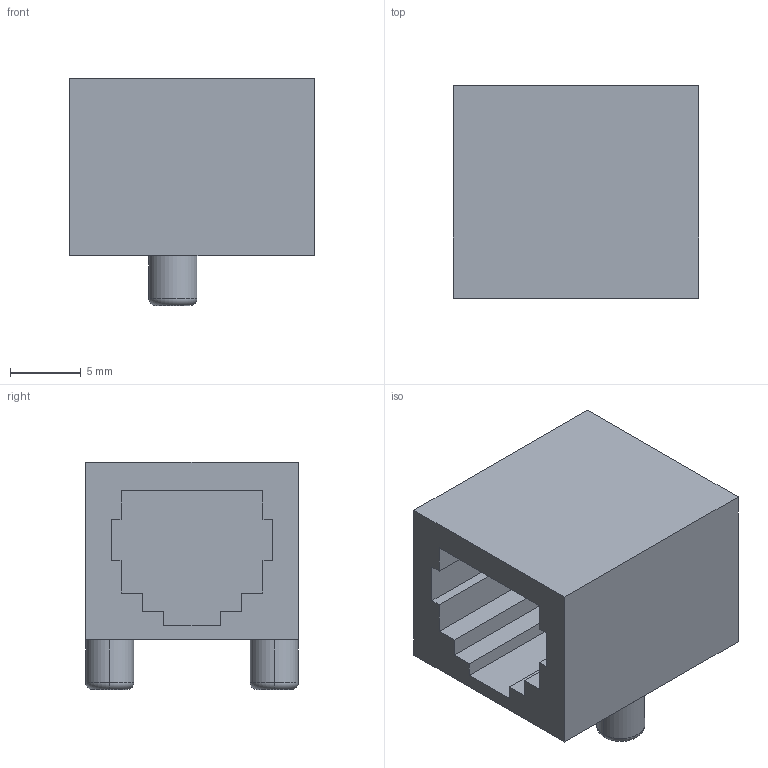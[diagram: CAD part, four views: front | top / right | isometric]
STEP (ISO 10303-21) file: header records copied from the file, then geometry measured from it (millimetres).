
FILE_DESCRIPTION (( 'STEP AP214' ), '1' );
FILE_NAME ('TJ6-6P6C.STEP', '2019-11-21T16:36:59', ( 'Elessar' ), ( '' ), 'SwSTEP 2.0', 'SolidWorks 2018', '' );
FILE_SCHEMA (( 'AUTOMOTIVE_DESIGN' ));
Length unit declared in the file: millimetre
Products named in the file (1): TJ6-6P6C
Bounding box: 17.3 x 15 x 16 mm (x, y, z)
Volume: 1942.1 mm3; surface area: 2036 mm2
Topology: 1 solids, 1 shells, 37 faces, 96 edges, 62 vertices
Faces by surface type: plane 29, torus 4, cylinder 4
Entity records: 1154 total; most frequent: CARTESIAN_POINT 196, ORIENTED_EDGE 192, DIRECTION 190, EDGE_CURVE 96, LINE 78, VECTOR 78, VERTEX_POINT 62, AXIS2_PLACEMENT_3D 56
